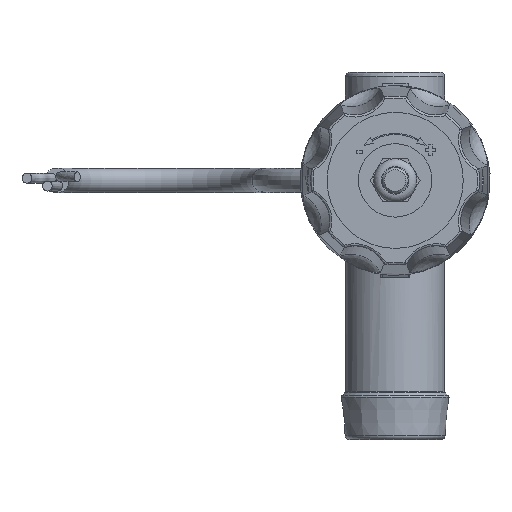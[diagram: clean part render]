
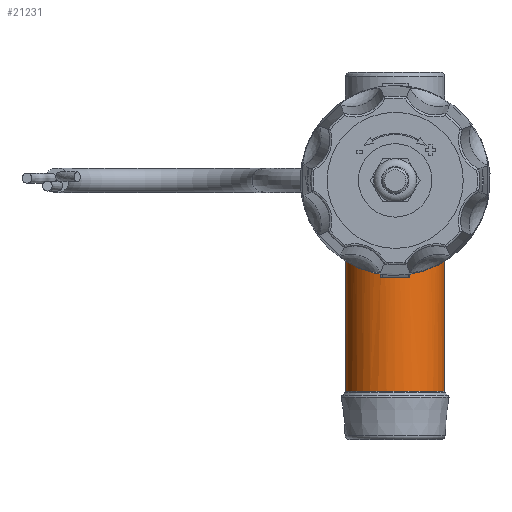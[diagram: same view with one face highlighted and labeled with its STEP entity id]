
A CAD part, left-side view. The second image highlights one B-rep face of the part: STEP entity #21231.
In plain terms, the highlighted cylindrical face has radius 11.5 mm (diameter 23 mm), a full revolution.
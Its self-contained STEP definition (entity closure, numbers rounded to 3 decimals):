
#357=ELLIPSE('',#23024,16.263,11.5);
#746=CYLINDRICAL_SURFACE('',#23020,11.5);
#985=B_SPLINE_CURVE_WITH_KNOTS('',3,(#30672,#30673,#30674,#30675,#30676,
#30677),.UNSPECIFIED.,.F.,.F.,(4,1,1,4),(0.,0.003,
0.005,0.009),.UNSPECIFIED.);
#986=B_SPLINE_CURVE_WITH_KNOTS('',3,(#30679,#30680,#30681,#30682,#30683,
#30684,#30685),.UNSPECIFIED.,.F.,.F.,(4,1,1,1,4),(0.,
0.004,0.008,0.011,0.015),
 .UNSPECIFIED.);
#987=B_SPLINE_CURVE_WITH_KNOTS('',3,(#30687,#30688,#30689,#30690,#30691,
#30692,#30693,#30694,#30695,#30696,#30697),.UNSPECIFIED.,.F.,.F.,(4,1,1,
1,1,1,1,1,4),(0.,0.003,0.006,
0.009,0.012,0.015,0.018,
0.022,0.025),.UNSPECIFIED.);
#988=B_SPLINE_CURVE_WITH_KNOTS('',3,(#30699,#30700,#30701,#30702,#30703,
#30704,#30705),.UNSPECIFIED.,.F.,.F.,(4,1,1,1,4),(0.001,
0.004,0.008,0.012,0.015),
 .UNSPECIFIED.);
#989=B_SPLINE_CURVE_WITH_KNOTS('',3,(#30707,#30708,#30709,#30710,#30711),
 .UNSPECIFIED.,.F.,.F.,(4,1,4),(0.,0.004,
0.009),.UNSPECIFIED.);
#990=B_SPLINE_CURVE_WITH_KNOTS('',3,(#30721,#30722,#30723,#30724,#30725,
#30726,#30727,#30728,#30729,#30730,#30731,#30732,#30733,#30734,#30735,#30736,
#30737,#30738,#30739),.UNSPECIFIED.,.F.,.F.,(4,1,1,1,1,1,1,1,1,1,1,1,1,
1,1,1,4),(0.,0.003,0.006,0.009,
0.012,0.015,0.018,0.021,
0.024,0.027,0.03,0.033,
0.036,0.039,0.042,0.045,
0.048),.UNSPECIFIED.);
#2786=LINE('',#30670,#3891);
#2787=LINE('',#30713,#3892);
#2788=LINE('',#30719,#3893);
#2789=LINE('',#30741,#3894);
#3891=VECTOR('',#25353,1000.);
#3892=VECTOR('',#25354,1000.);
#3893=VECTOR('',#25359,1000.);
#3894=VECTOR('',#25360,1000.);
#5824=ORIENTED_EDGE('',*,*,#11698,.T.);
#5825=ORIENTED_EDGE('',*,*,#11699,.F.);
#5826=ORIENTED_EDGE('',*,*,#11700,.T.);
#5827=ORIENTED_EDGE('',*,*,#11701,.T.);
#5828=ORIENTED_EDGE('',*,*,#11702,.T.);
#5829=ORIENTED_EDGE('',*,*,#11703,.T.);
#5830=ORIENTED_EDGE('',*,*,#11704,.T.);
#5831=ORIENTED_EDGE('',*,*,#11705,.T.);
#5832=ORIENTED_EDGE('',*,*,#11706,.T.);
#5833=ORIENTED_EDGE('',*,*,#11707,.F.);
#5834=ORIENTED_EDGE('',*,*,#11708,.T.);
#5835=ORIENTED_EDGE('',*,*,#11709,.T.);
#5836=ORIENTED_EDGE('',*,*,#11710,.T.);
#5837=ORIENTED_EDGE('',*,*,#11711,.T.);
#11698=EDGE_CURVE('',#14717,#14717,#16594,.T.);
#11699=EDGE_CURVE('',#14718,#14632,#16595,.T.);
#11700=EDGE_CURVE('',#14718,#14719,#2786,.T.);
#11701=EDGE_CURVE('',#14719,#14720,#985,.T.);
#11702=EDGE_CURVE('',#14720,#14721,#986,.T.);
#11703=EDGE_CURVE('',#14721,#14722,#987,.T.);
#11704=EDGE_CURVE('',#14722,#14723,#988,.T.);
#11705=EDGE_CURVE('',#14723,#14724,#989,.T.);
#11706=EDGE_CURVE('',#14724,#14725,#2787,.F.);
#11707=EDGE_CURVE('',#14632,#14725,#16596,.T.);
#11708=EDGE_CURVE('',#14726,#14727,#357,.T.);
#11709=EDGE_CURVE('',#14727,#14728,#2788,.F.);
#11710=EDGE_CURVE('',#14728,#14729,#990,.T.);
#11711=EDGE_CURVE('',#14729,#14726,#2789,.T.);
#14632=VERTEX_POINT('',#30318);
#14717=VERTEX_POINT('',#30667);
#14718=VERTEX_POINT('',#30669);
#14719=VERTEX_POINT('',#30671);
#14720=VERTEX_POINT('',#30678);
#14721=VERTEX_POINT('',#30686);
#14722=VERTEX_POINT('',#30698);
#14723=VERTEX_POINT('',#30706);
#14724=VERTEX_POINT('',#30712);
#14725=VERTEX_POINT('',#30714);
#14726=VERTEX_POINT('',#30717);
#14727=VERTEX_POINT('',#30718);
#14728=VERTEX_POINT('',#30720);
#14729=VERTEX_POINT('',#30740);
#16594=CIRCLE('',#23021,11.5);
#16595=CIRCLE('',#23022,11.5);
#16596=CIRCLE('',#23023,11.5);
#17145=EDGE_LOOP('',(#5824));
#17146=EDGE_LOOP('',(#5825,#5826,#5827,#5828,#5829,#5830,#5831,#5832,#5833));
#17147=EDGE_LOOP('',(#5834,#5835,#5836,#5837));
#18818=FACE_BOUND('',#17145,.T.);
#18819=FACE_BOUND('',#17146,.T.);
#18820=FACE_BOUND('',#17147,.T.);
#21231=ADVANCED_FACE('',(#18818,#18819,#18820),#746,.T.);
#23020=AXIS2_PLACEMENT_3D('',#30665,#25347,#25348);
#23021=AXIS2_PLACEMENT_3D('',#30666,#25349,#25350);
#23022=AXIS2_PLACEMENT_3D('',#30668,#25351,#25352);
#23023=AXIS2_PLACEMENT_3D('',#30715,#25355,#25356);
#23024=AXIS2_PLACEMENT_3D('',#30716,#25357,#25358);
#25347=DIRECTION('',(-1.,0.,0.));
#25348=DIRECTION('',(0.,0.,1.));
#25349=DIRECTION('',(-1.,0.,0.));
#25350=DIRECTION('',(0.,0.,1.));
#25351=DIRECTION('',(-1.,0.,0.));
#25352=DIRECTION('',(0.,0.,1.));
#25353=DIRECTION('',(-1.,0.,0.));
#25354=DIRECTION('',(-1.,0.,0.));
#25355=DIRECTION('',(-1.,0.,0.));
#25356=DIRECTION('',(0.,0.,1.));
#25357=DIRECTION('',(-0.707,0.,-0.707));
#25358=DIRECTION('',(-0.707,0.,0.707));
#25359=DIRECTION('',(-1.,0.,0.));
#25360=DIRECTION('',(-1.,0.,0.));
#30318=CARTESIAN_POINT('',(22.5,0.,38.5));
#30665=CARTESIAN_POINT('',(-25.,0.,27.));
#30666=CARTESIAN_POINT('',(48.793,0.,27.));
#30667=CARTESIAN_POINT('',(48.793,0.,38.5));
#30668=CARTESIAN_POINT('',(22.5,0.,27.));
#30669=CARTESIAN_POINT('',(22.5,-3.354,38.));
#30670=CARTESIAN_POINT('',(-25.,-3.354,38.));
#30671=CARTESIAN_POINT('',(13.038,-3.354,38.));
#30672=CARTESIAN_POINT('',(13.038,-3.354,38.));
#30673=CARTESIAN_POINT('',(12.851,-4.024,37.796));
#30674=CARTESIAN_POINT('',(12.383,-5.275,37.284));
#30675=CARTESIAN_POINT('',(11.126,-7.506,35.877));
#30676=CARTESIAN_POINT('',(9.994,-8.758,34.553));
#30677=CARTESIAN_POINT('',(9.216,-9.454,33.547));
#30678=CARTESIAN_POINT('',(9.216,-9.454,33.547));
#30679=CARTESIAN_POINT('',(9.216,-9.454,33.547));
#30680=CARTESIAN_POINT('',(10.004,-10.012,32.742));
#30681=CARTESIAN_POINT('',(11.374,-11.023,30.852));
#30682=CARTESIAN_POINT('',(12.285,-11.717,27.148));
#30683=CARTESIAN_POINT('',(11.482,-11.105,23.369));
#30684=CARTESIAN_POINT('',(10.149,-10.118,21.444));
#30685=CARTESIAN_POINT('',(9.374,-9.567,20.618));
#30686=CARTESIAN_POINT('',(9.374,-9.567,20.618));
#30687=CARTESIAN_POINT('',(9.374,-9.567,20.618));
#30688=CARTESIAN_POINT('',(9.952,-9.088,19.9));
#30689=CARTESIAN_POINT('',(11.087,-7.988,18.59));
#30690=CARTESIAN_POINT('',(12.613,-5.809,16.942));
#30691=CARTESIAN_POINT('',(13.718,-3.109,15.79));
#30692=CARTESIAN_POINT('',(14.14,-0.007,15.356));
#30693=CARTESIAN_POINT('',(13.723,3.092,15.785));
#30694=CARTESIAN_POINT('',(12.617,5.801,16.938));
#30695=CARTESIAN_POINT('',(11.099,7.975,18.576));
#30696=CARTESIAN_POINT('',(9.952,9.087,19.899));
#30697=CARTESIAN_POINT('',(9.374,9.567,20.618));
#30698=CARTESIAN_POINT('',(9.374,9.567,20.618));
#30699=CARTESIAN_POINT('',(9.374,9.567,20.618));
#30700=CARTESIAN_POINT('',(10.133,10.106,21.427));
#30701=CARTESIAN_POINT('',(11.448,11.08,23.323));
#30702=CARTESIAN_POINT('',(12.276,11.71,26.984));
#30703=CARTESIAN_POINT('',(11.448,11.08,30.683));
#30704=CARTESIAN_POINT('',(10.136,10.108,32.57));
#30705=CARTESIAN_POINT('',(9.374,9.567,33.382));
#30706=CARTESIAN_POINT('',(9.374,9.567,33.382));
#30707=CARTESIAN_POINT('',(9.374,9.567,33.382));
#30708=CARTESIAN_POINT('',(10.209,8.874,34.42));
#30709=CARTESIAN_POINT('',(11.851,7.183,36.257));
#30710=CARTESIAN_POINT('',(13.11,4.743,37.576));
#30711=CARTESIAN_POINT('',(13.517,3.354,38.));
#30712=CARTESIAN_POINT('',(13.517,3.354,38.));
#30713=CARTESIAN_POINT('',(-25.,3.354,38.));
#30714=CARTESIAN_POINT('',(22.5,3.354,38.));
#30715=CARTESIAN_POINT('',(22.5,0.,27.));
#30716=CARTESIAN_POINT('',(3.1,0.,27.));
#30717=CARTESIAN_POINT('',(13.942,3.833,16.158));
#30718=CARTESIAN_POINT('',(13.942,-3.833,16.158));
#30719=CARTESIAN_POINT('',(-25.,-3.833,16.158));
#30720=CARTESIAN_POINT('',(30.816,-3.833,16.158));
#30721=CARTESIAN_POINT('',(30.816,-3.833,16.158));
#30722=CARTESIAN_POINT('',(31.273,-4.674,16.455));
#30723=CARTESIAN_POINT('',(32.445,-6.14,17.192));
#30724=CARTESIAN_POINT('',(34.756,-7.681,18.391));
#30725=CARTESIAN_POINT('',(37.591,-8.497,19.251));
#30726=CARTESIAN_POINT('',(40.67,-8.308,19.034));
#30727=CARTESIAN_POINT('',(43.311,-7.215,17.98));
#30728=CARTESIAN_POINT('',(45.444,-5.444,16.777));
#30729=CARTESIAN_POINT('',(46.97,-2.998,15.776));
#30730=CARTESIAN_POINT('',(47.563,-0.016,15.363));
#30731=CARTESIAN_POINT('',(46.975,2.993,15.773));
#30732=CARTESIAN_POINT('',(45.448,5.439,16.774));
#30733=CARTESIAN_POINT('',(43.316,7.212,17.977));
#30734=CARTESIAN_POINT('',(40.676,8.307,19.032));
#30735=CARTESIAN_POINT('',(37.598,8.499,19.252));
#30736=CARTESIAN_POINT('',(34.761,7.683,18.393));
#30737=CARTESIAN_POINT('',(32.455,6.15,17.198));
#30738=CARTESIAN_POINT('',(31.274,4.676,16.455));
#30739=CARTESIAN_POINT('',(30.816,3.833,16.158));
#30740=CARTESIAN_POINT('',(30.816,3.833,16.158));
#30741=CARTESIAN_POINT('',(-25.,3.833,16.158));
